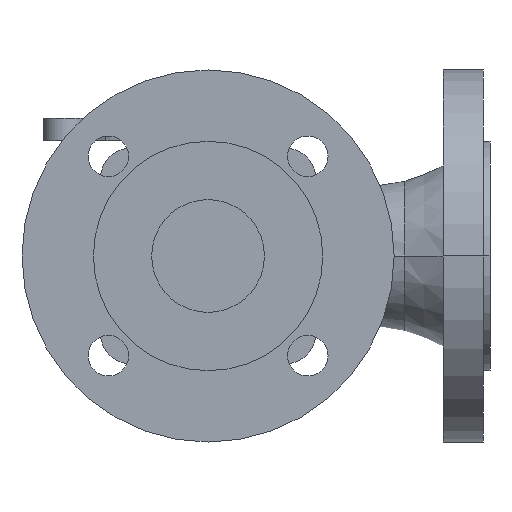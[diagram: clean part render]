
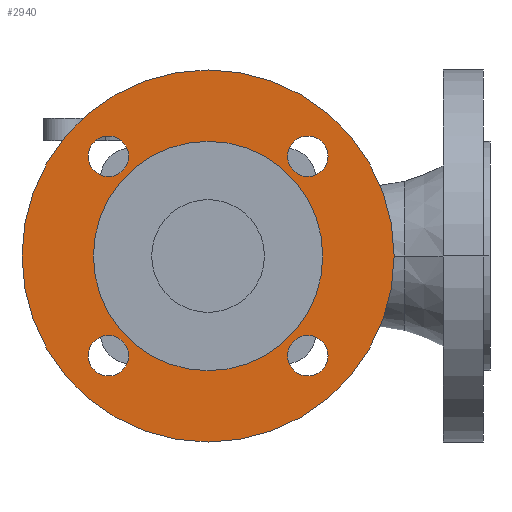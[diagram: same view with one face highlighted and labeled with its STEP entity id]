
A CAD part, front view. The second image highlights one B-rep face of the part: STEP entity #2940.
In plain terms, the highlighted planar face has unit normal (0, -1, 0).
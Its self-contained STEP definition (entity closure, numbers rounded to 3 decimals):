
#1990=CARTESIAN_POINT('',(-66.675,3.,0.));
#2000=DIRECTION('',(0.,-1.,-0.));
#2010=DIRECTION('',(-1.,0.,0.));
#2020=AXIS2_PLACEMENT_3D('',#1990,#2000,#2010);
#2030=PLANE('',#2020);
#2040=CARTESIAN_POINT('',(-44.194,3.,-44.194));
#2050=DIRECTION('',(-0.,1.,0.));
#2060=DIRECTION('',(1.,0.,0.));
#2070=AXIS2_PLACEMENT_3D('',#2040,#2050,#2060);
#2080=CIRCLE('',#2070,9.);
#2090=CARTESIAN_POINT('',(-35.194,3.,-44.194));
#2100=VERTEX_POINT('',#2090);
#2110=CARTESIAN_POINT('',(-53.194,3.,-44.194));
#2120=VERTEX_POINT('',#2110);
#2130=EDGE_CURVE('',#2100,#2120,#2080,.T.);
#2140=ORIENTED_EDGE('',*,*,#2130,.T.);
#2150=EDGE_CURVE('',#2120,#2100,#2080,.T.);
#2160=ORIENTED_EDGE('',*,*,#2150,.T.);
#2170=EDGE_LOOP('',(#2160,#2140));
#2180=FACE_BOUND('',#2170,.T.);
#2190=CARTESIAN_POINT('',(-44.194,3.,44.194));
#2200=DIRECTION('',(-0.,1.,0.));
#2210=DIRECTION('',(1.,0.,0.));
#2220=AXIS2_PLACEMENT_3D('',#2190,#2200,#2210);
#2230=CIRCLE('',#2220,9.);
#2240=CARTESIAN_POINT('',(-35.194,3.,44.194));
#2250=VERTEX_POINT('',#2240);
#2260=CARTESIAN_POINT('',(-53.194,3.,44.194));
#2270=VERTEX_POINT('',#2260);
#2280=EDGE_CURVE('',#2250,#2270,#2230,.T.);
#2290=ORIENTED_EDGE('',*,*,#2280,.T.);
#2300=EDGE_CURVE('',#2270,#2250,#2230,.T.);
#2310=ORIENTED_EDGE('',*,*,#2300,.T.);
#2320=EDGE_LOOP('',(#2310,#2290));
#2330=FACE_BOUND('',#2320,.T.);
#2340=CARTESIAN_POINT('',(44.194,3.,44.194));
#2350=DIRECTION('',(-0.,1.,0.));
#2360=DIRECTION('',(1.,0.,0.));
#2370=AXIS2_PLACEMENT_3D('',#2340,#2350,#2360);
#2380=CIRCLE('',#2370,9.);
#2390=CARTESIAN_POINT('',(35.194,3.,44.194));
#2400=VERTEX_POINT('',#2390);
#2410=CARTESIAN_POINT('',(53.194,3.,44.194));
#2420=VERTEX_POINT('',#2410);
#2430=EDGE_CURVE('',#2400,#2420,#2380,.T.);
#2440=ORIENTED_EDGE('',*,*,#2430,.T.);
#2450=EDGE_CURVE('',#2420,#2400,#2380,.T.);
#2460=ORIENTED_EDGE('',*,*,#2450,.T.);
#2470=EDGE_LOOP('',(#2460,#2440));
#2480=FACE_BOUND('',#2470,.T.);
#2490=CARTESIAN_POINT('',(44.194,3.,-44.194));
#2500=DIRECTION('',(-0.,1.,0.));
#2510=DIRECTION('',(1.,0.,0.));
#2520=AXIS2_PLACEMENT_3D('',#2490,#2500,#2510);
#2530=CIRCLE('',#2520,9.);
#2540=CARTESIAN_POINT('',(35.194,3.,-44.194));
#2550=VERTEX_POINT('',#2540);
#2560=CARTESIAN_POINT('',(53.194,3.,-44.194));
#2570=VERTEX_POINT('',#2560);
#2580=EDGE_CURVE('',#2550,#2570,#2530,.T.);
#2590=ORIENTED_EDGE('',*,*,#2580,.T.);
#2600=EDGE_CURVE('',#2570,#2550,#2530,.T.);
#2610=ORIENTED_EDGE('',*,*,#2600,.T.);
#2620=EDGE_LOOP('',(#2610,#2590));
#2630=FACE_BOUND('',#2620,.T.);
#2640=CARTESIAN_POINT('',(0.,3.,0.));
#2650=DIRECTION('',(0.,-1.,-0.));
#2660=DIRECTION('',(-1.,0.,0.));
#2670=AXIS2_PLACEMENT_3D('',#2640,#2650,#2660);
#2680=CIRCLE('',#2670,50.85);
#2690=CARTESIAN_POINT('',(-50.85,3.,0.));
#2700=VERTEX_POINT('',#2690);
#2710=CARTESIAN_POINT('',(50.85,3.,0.));
#2720=VERTEX_POINT('',#2710);
#2730=EDGE_CURVE('',#2700,#2720,#2680,.T.);
#2740=ORIENTED_EDGE('',*,*,#2730,.F.);
#2750=EDGE_CURVE('',#2720,#2700,#2680,.T.);
#2760=ORIENTED_EDGE('',*,*,#2750,.F.);
#2770=EDGE_LOOP('',(#2760,#2740));
#2780=FACE_BOUND('',#2770,.T.);
#2790=CARTESIAN_POINT('',(0.,3.,0.));
#2800=DIRECTION('',(0.,-1.,-0.));
#2810=DIRECTION('',(-1.,0.,0.));
#2820=AXIS2_PLACEMENT_3D('',#2790,#2800,#2810);
#2830=CIRCLE('',#2820,82.5);
#2840=CARTESIAN_POINT('',(82.5,3.,0.));
#2850=VERTEX_POINT('',#2840);
#2860=CARTESIAN_POINT('',(-82.5,3.,0.));
#2870=VERTEX_POINT('',#2860);
#2880=EDGE_CURVE('',#2850,#2870,#2830,.T.);
#2890=ORIENTED_EDGE('',*,*,#2880,.T.);
#2900=EDGE_CURVE('',#2870,#2850,#2830,.T.);
#2910=ORIENTED_EDGE('',*,*,#2900,.T.);
#2920=EDGE_LOOP('',(#2910,#2890));
#2930=FACE_OUTER_BOUND('',#2920,.T.);
#2940=ADVANCED_FACE('',(#2180,#2330,#2480,#2630,#2780,#2930),#2030,.T.);
